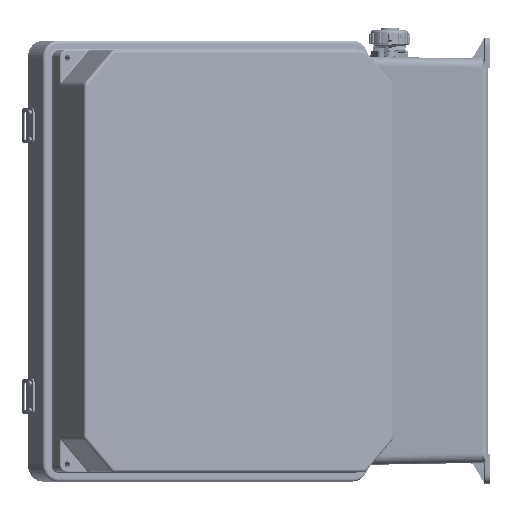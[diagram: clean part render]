
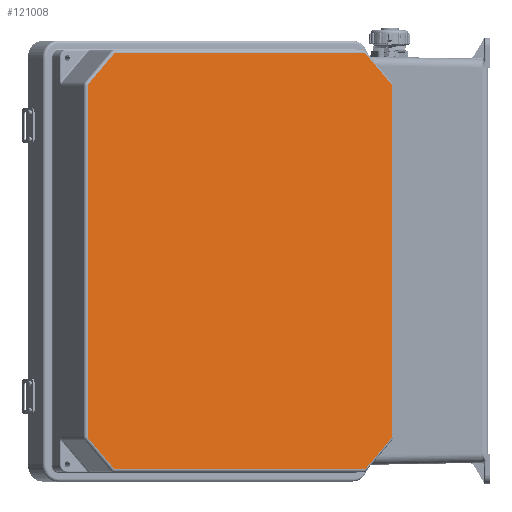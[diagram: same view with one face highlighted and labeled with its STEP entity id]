
A CAD part, left-side view. The second image highlights one B-rep face of the part: STEP entity #121008.
In plain terms, the highlighted face is planar.
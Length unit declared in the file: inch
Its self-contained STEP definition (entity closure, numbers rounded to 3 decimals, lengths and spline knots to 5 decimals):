
#44 = CIRCLE ( 'NONE', #30150, 0.07874 ) ;
#1553 = CARTESIAN_POINT ( 'NONE',  ( 6.23622, 3.24803, -7.65748 ) ) ;
#1573 = EDGE_CURVE ( 'NONE', #18807, #14797, #64084, .T. ) ;
#2478 = DIRECTION ( 'NONE',  ( 0., 0., 1. ) ) ;
#2486 = ORIENTED_EDGE ( 'NONE', *, *, #79678, .F. ) ;
#2990 = EDGE_CURVE ( 'NONE', #115766, #3475, #40322, .T. ) ;
#3475 = VERTEX_POINT ( 'NONE', #78860 ) ;
#6538 = EDGE_CURVE ( 'NONE', #111929, #95293, #30783, .T. ) ;
#7037 = VERTEX_POINT ( 'NONE', #112400 ) ;
#7683 = EDGE_CURVE ( 'NONE', #3475, #91044, #68761, .T. ) ;
#9178 = ORIENTED_EDGE ( 'NONE', *, *, #72168, .T. ) ;
#11539 = VECTOR ( 'NONE', #109415, 39.37008 ) ;
#13291 = LINE ( 'NONE', #89153, #35516 ) ;
#13410 = VERTEX_POINT ( 'NONE', #75747 ) ;
#13538 = ORIENTED_EDGE ( 'NONE', *, *, #14568, .F. ) ;
#13926 = CARTESIAN_POINT ( 'NONE',  ( 5.09763, 3.24803, -0.42126 ) ) ;
#14457 = VERTEX_POINT ( 'NONE', #73713 ) ;
#14568 = EDGE_CURVE ( 'NONE', #97031, #73311, #33009, .T. ) ;
#14797 = VERTEX_POINT ( 'NONE', #93573 ) ;
#15055 = AXIS2_PLACEMENT_3D ( 'NONE', #93784, #86229, #96259 ) ;
#15451 = CARTESIAN_POINT ( 'NONE',  ( 6.23622, 3.24803, -13.75511 ) ) ;
#15999 = CIRCLE ( 'NONE', #32033, 0.07874 ) ;
#16150 = DIRECTION ( 'NONE',  ( 0., 1., 0. ) ) ;
#18807 = VERTEX_POINT ( 'NONE', #28662 ) ;
#19156 = LINE ( 'NONE', #27355, #107619 ) ;
#19495 = CARTESIAN_POINT ( 'NONE',  ( 5.09763, 3.24803, -14.81496 ) ) ;
#19627 = DIRECTION ( 'NONE',  ( 1., 0., 0. ) ) ;
#20710 = DIRECTION ( 'NONE',  ( 0., -1., 0. ) ) ;
#22048 = ORIENTED_EDGE ( 'NONE', *, *, #1573, .T. ) ;
#24232 = DIRECTION ( 'NONE',  ( 0., 0., 1. ) ) ;
#24878 = CARTESIAN_POINT ( 'NONE',  ( -6.15748, 3.24803, -1.55985 ) ) ;
#25582 = CARTESIAN_POINT ( 'NONE',  ( -5.09763, 3.24803, -14.81496 ) ) ;
#26521 = DIRECTION ( 'NONE',  ( 0., 0., 1. ) ) ;
#27355 = CARTESIAN_POINT ( 'NONE',  ( -6.23622, 3.24803, -7.65748 ) ) ;
#28662 = CARTESIAN_POINT ( 'NONE',  ( 6.21316, 3.24803, -1.50418 ) ) ;
#29802 = DIRECTION ( 'NONE',  ( 0., 0., -1. ) ) ;
#30149 = VERTEX_POINT ( 'NONE', #69835 ) ;
#30150 = AXIS2_PLACEMENT_3D ( 'NONE', #102973, #111736, #26521 ) ;
#30294 = DIRECTION ( 'NONE',  ( -0.707, 0., -0.707 ) ) ;
#30783 = CIRCLE ( 'NONE', #46800, 0.07874 ) ;
#31024 = EDGE_CURVE ( 'NONE', #14797, #57413, #75136, .T. ) ;
#32033 = AXIS2_PLACEMENT_3D ( 'NONE', #53095, #54335, #2478 ) ;
#32629 = EDGE_CURVE ( 'NONE', #7037, #18807, #13291, .T. ) ;
#33009 = LINE ( 'NONE', #71191, #11539 ) ;
#33381 = ORIENTED_EDGE ( 'NONE', *, *, #98945, .T. ) ;
#35516 = VECTOR ( 'NONE', #81616, 39.37008 ) ;
#35614 = CARTESIAN_POINT ( 'NONE',  ( -6.21316, 3.24803, -13.81078 ) ) ;
#38499 = EDGE_CURVE ( 'NONE', #111929, #30149, #117958, .T. ) ;
#39543 = DIRECTION ( 'NONE',  ( 0., 0., -1. ) ) ;
#40286 = VECTOR ( 'NONE', #30294, 39.37008 ) ;
#40322 = LINE ( 'NONE', #86698, #40286 ) ;
#40601 = AXIS2_PLACEMENT_3D ( 'NONE', #61043, #41018, #51031 ) ;
#41018 = DIRECTION ( 'NONE',  ( 0., -1., 0. ) ) ;
#41203 = ORIENTED_EDGE ( 'NONE', *, *, #53632, .F. ) ;
#41788 = AXIS2_PLACEMENT_3D ( 'NONE', #19495, #20710, #39543 ) ;
#42777 = ORIENTED_EDGE ( 'NONE', *, *, #54540, .F. ) ;
#43084 = FACE_OUTER_BOUND ( 'NONE', #100911, .T. ) ;
#46800 = AXIS2_PLACEMENT_3D ( 'NONE', #25582, #16150, #54403 ) ;
#49058 = CARTESIAN_POINT ( 'NONE',  ( 5.09763, 3.24803, -0.42126 ) ) ;
#50490 = VERTEX_POINT ( 'NONE', #35614 ) ;
#50552 = CARTESIAN_POINT ( 'NONE',  ( 5.1533, 3.24803, -14.87064 ) ) ;
#51031 = DIRECTION ( 'NONE',  ( 0., 0., -1. ) ) ;
#53095 = CARTESIAN_POINT ( 'NONE',  ( 5.09763, 3.24803, -0.5 ) ) ;
#53632 = EDGE_CURVE ( 'NONE', #91044, #13410, #19156, .T. ) ;
#54335 = DIRECTION ( 'NONE',  ( 0., 1., 0. ) ) ;
#54403 = DIRECTION ( 'NONE',  ( 0., 0., -1. ) ) ;
#54540 = EDGE_CURVE ( 'NONE', #30149, #97031, #89808, .T. ) ;
#54708 = ORIENTED_EDGE ( 'NONE', *, *, #111644, .F. ) ;
#57413 = VERTEX_POINT ( 'NONE', #15451 ) ;
#58861 = ORIENTED_EDGE ( 'NONE', *, *, #122875, .T. ) ;
#60067 = ORIENTED_EDGE ( 'NONE', *, *, #6538, .T. ) ;
#60359 = CARTESIAN_POINT ( 'NONE',  ( -6.21316, 3.24803, -13.81078 ) ) ;
#61043 = CARTESIAN_POINT ( 'NONE',  ( 6.15748, 3.24803, -13.75511 ) ) ;
#62569 = CARTESIAN_POINT ( 'NONE',  ( -5.09763, 3.24803, -14.8937 ) ) ;
#62782 = AXIS2_PLACEMENT_3D ( 'NONE', #24878, #92525, #24232 ) ;
#63349 = ORIENTED_EDGE ( 'NONE', *, *, #7683, .F. ) ;
#64084 = CIRCLE ( 'NONE', #78043, 0.07874 ) ;
#66634 = ORIENTED_EDGE ( 'NONE', *, *, #31024, .T. ) ;
#68761 = CIRCLE ( 'NONE', #62782, 0.07874 ) ;
#68958 = CARTESIAN_POINT ( 'NONE',  ( 6.21316, 3.24803, -13.81078 ) ) ;
#69835 = CARTESIAN_POINT ( 'NONE',  ( 5.09763, 3.24803, -14.8937 ) ) ;
#71191 = CARTESIAN_POINT ( 'NONE',  ( 6.21316, 3.24803, -13.81078 ) ) ;
#72168 = EDGE_CURVE ( 'NONE', #50490, #13410, #106738, .T. ) ;
#73311 = VERTEX_POINT ( 'NONE', #68958 ) ;
#73713 = CARTESIAN_POINT ( 'NONE',  ( -5.09763, 3.24803, -0.42126 ) ) ;
#74774 = DIRECTION ( 'NONE',  ( 0., 0., 1. ) ) ;
#75136 = LINE ( 'NONE', #1553, #121482 ) ;
#75747 = CARTESIAN_POINT ( 'NONE',  ( -6.23622, 3.24803, -13.75511 ) ) ;
#75925 = CARTESIAN_POINT ( 'NONE',  ( 5.09763, 3.24803, -14.8937 ) ) ;
#77844 = CARTESIAN_POINT ( 'NONE',  ( -6.15748, 3.24803, -13.75511 ) ) ;
#78043 = AXIS2_PLACEMENT_3D ( 'NONE', #94789, #122388, #74774 ) ;
#78860 = CARTESIAN_POINT ( 'NONE',  ( -6.21316, 3.24803, -1.50418 ) ) ;
#79148 = EDGE_CURVE ( 'NONE', #121732, #7037, #15999, .T. ) ;
#79678 = EDGE_CURVE ( 'NONE', #14457, #115766, #44, .T. ) ;
#81299 = PLANE ( 'NONE',  #15055 ) ;
#81616 = DIRECTION ( 'NONE',  ( 0.707, 0., -0.707 ) ) ;
#82550 = CIRCLE ( 'NONE', #40601, 0.07874 ) ;
#83759 = ORIENTED_EDGE ( 'NONE', *, *, #32629, .T. ) ;
#84860 = ORIENTED_EDGE ( 'NONE', *, *, #38499, .F. ) ;
#86229 = DIRECTION ( 'NONE',  ( 0., 1., 0. ) ) ;
#86698 = CARTESIAN_POINT ( 'NONE',  ( -6.21316, 3.24803, -1.50418 ) ) ;
#88501 = VECTOR ( 'NONE', #112882, 39.37008 ) ;
#89153 = CARTESIAN_POINT ( 'NONE',  ( 6.21316, 3.24803, -1.50418 ) ) ;
#89792 = LINE ( 'NONE', #60359, #123821 ) ;
#89808 = CIRCLE ( 'NONE', #41788, 0.07874 ) ;
#91044 = VERTEX_POINT ( 'NONE', #109130 ) ;
#92525 = DIRECTION ( 'NONE',  ( 0., -1., 0. ) ) ;
#93573 = CARTESIAN_POINT ( 'NONE',  ( 6.23622, 3.24803, -1.55985 ) ) ;
#93686 = DIRECTION ( 'NONE',  ( 0., 1., 0. ) ) ;
#93784 = CARTESIAN_POINT ( 'NONE',  ( 0., 3.24803, -0.32283 ) ) ;
#94789 = CARTESIAN_POINT ( 'NONE',  ( 6.15748, 3.24803, -1.55985 ) ) ;
#95004 = DIRECTION ( 'NONE',  ( 0., 0., -1. ) ) ;
#95293 = VERTEX_POINT ( 'NONE', #114098 ) ;
#96259 = DIRECTION ( 'NONE',  ( 0., 0., 1. ) ) ;
#97031 = VERTEX_POINT ( 'NONE', #50552 ) ;
#97348 = DIRECTION ( 'NONE',  ( -0.707, 0., 0.707 ) ) ;
#98686 = AXIS2_PLACEMENT_3D ( 'NONE', #77844, #93686, #122532 ) ;
#98945 = EDGE_CURVE ( 'NONE', #14457, #121732, #105465, .T. ) ;
#99357 = CARTESIAN_POINT ( 'NONE',  ( -5.1533, 3.24803, -0.44432 ) ) ;
#100911 = EDGE_LOOP ( 'NONE', ( #22048, #66634, #54708, #13538, #42777, #84860, #60067, #58861, #9178, #41203, #63349, #120431, #2486, #33381, #102078, #83759 ) ) ;
#102078 = ORIENTED_EDGE ( 'NONE', *, *, #79148, .T. ) ;
#102973 = CARTESIAN_POINT ( 'NONE',  ( -5.09763, 3.24803, -0.5 ) ) ;
#105465 = LINE ( 'NONE', #49058, #107744 ) ;
#106738 = CIRCLE ( 'NONE', #98686, 0.07874 ) ;
#107619 = VECTOR ( 'NONE', #95004, 39.37008 ) ;
#107744 = VECTOR ( 'NONE', #19627, 39.37008 ) ;
#109130 = CARTESIAN_POINT ( 'NONE',  ( -6.23622, 3.24803, -1.55985 ) ) ;
#109415 = DIRECTION ( 'NONE',  ( 0.707, 0., 0.707 ) ) ;
#111644 = EDGE_CURVE ( 'NONE', #73311, #57413, #82550, .T. ) ;
#111736 = DIRECTION ( 'NONE',  ( 0., -1., 0. ) ) ;
#111929 = VERTEX_POINT ( 'NONE', #62569 ) ;
#112400 = CARTESIAN_POINT ( 'NONE',  ( 5.1533, 3.24803, -0.44432 ) ) ;
#112882 = DIRECTION ( 'NONE',  ( 1., 0., 0. ) ) ;
#114098 = CARTESIAN_POINT ( 'NONE',  ( -5.1533, 3.24803, -14.87064 ) ) ;
#115766 = VERTEX_POINT ( 'NONE', #99357 ) ;
#117958 = LINE ( 'NONE', #75925, #88501 ) ;
#120431 = ORIENTED_EDGE ( 'NONE', *, *, #2990, .F. ) ;
#121008 = ADVANCED_FACE ( 'NONE', ( #43084 ), #81299, .T. ) ;
#121482 = VECTOR ( 'NONE', #29802, 39.37008 ) ;
#121732 = VERTEX_POINT ( 'NONE', #13926 ) ;
#122388 = DIRECTION ( 'NONE',  ( 0., 1., 0. ) ) ;
#122532 = DIRECTION ( 'NONE',  ( 0., 0., -1. ) ) ;
#122875 = EDGE_CURVE ( 'NONE', #95293, #50490, #89792, .T. ) ;
#123821 = VECTOR ( 'NONE', #97348, 39.37008 ) ;
